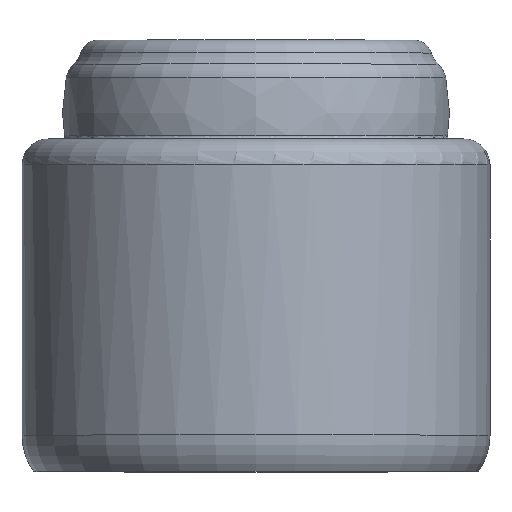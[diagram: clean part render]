
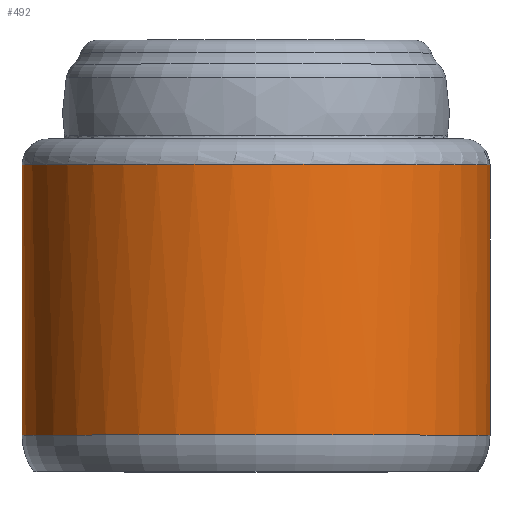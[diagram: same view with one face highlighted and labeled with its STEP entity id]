
A CAD part, top view. The second image highlights one B-rep face of the part: STEP entity #492.
In plain terms, the highlighted cylindrical face has radius 45 mm (diameter 90 mm), a full revolution.
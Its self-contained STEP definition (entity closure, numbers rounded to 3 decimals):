
#28=FACE_BOUND('',#119,.T.);
#50=CYLINDRICAL_SURFACE('',#534,45.);
#80=FACE_OUTER_BOUND('',#118,.T.);
#118=EDGE_LOOP('',(#366,#367,#368,#369,#370,#371,#372,#373,#374));
#119=EDGE_LOOP('',(#375));
#178=CIRCLE('',#533,45.);
#179=CIRCLE('',#535,45.);
#217=B_SPLINE_CURVE_WITH_KNOTS('',3,(#834,#835,#836,#837,#838,#839,#840,
#841,#842),.UNSPECIFIED.,.F.,.F.,(4,1,1,1,1,1,4),(1.473,1.488,
1.646,1.962,2.279,2.911,3.544),
 .UNSPECIFIED.);
#221=B_SPLINE_CURVE_WITH_KNOTS('',3,(#936,#937,#938,#939,#940,#941,#942,
#943),.UNSPECIFIED.,.F.,.F.,(4,1,1,1,1,4),(0.,0.949,1.581,
1.897,2.056,2.071),.UNSPECIFIED.);
#222=B_SPLINE_CURVE_WITH_KNOTS('',3,(#946,#947,#948,#949,#950,#951),
 .UNSPECIFIED.,.F.,.F.,(4,2,4),(0.014,0.066,0.234),
 .UNSPECIFIED.);
#223=B_SPLINE_CURVE_WITH_KNOTS('',3,(#953,#954,#955,#956,#957,#958),
 .UNSPECIFIED.,.F.,.F.,(4,2,4),(0.,0.128,0.69),
 .UNSPECIFIED.);
#224=B_SPLINE_CURVE_WITH_KNOTS('',3,(#960,#961,#962,#963,#964,#965,#966,
#967),.UNSPECIFIED.,.F.,.F.,(4,2,2,4),(0.,1.082,2.179,
2.184),.UNSPECIFIED.);
#225=B_SPLINE_CURVE_WITH_KNOTS('',3,(#969,#970,#971,#972,#973,#974,#975,
#976),.UNSPECIFIED.,.F.,.F.,(4,2,2,4),(-0.005,0.,1.097,
2.18),.UNSPECIFIED.);
#226=B_SPLINE_CURVE_WITH_KNOTS('',3,(#978,#979,#980,#981,#982,#983,#984,
#985),.UNSPECIFIED.,.F.,.F.,(4,2,2,4),(0.,0.723,1.009,
1.211),.UNSPECIFIED.);
#227=B_SPLINE_CURVE_WITH_KNOTS('',3,(#986,#987,#988,#989,#990,#991),
 .UNSPECIFIED.,.F.,.F.,(4,2,4),(0.,0.121,0.22),
 .UNSPECIFIED.);
#239=VERTEX_POINT('',#820);
#240=VERTEX_POINT('',#833);
#242=VERTEX_POINT('',#856);
#245=VERTEX_POINT('',#916);
#246=VERTEX_POINT('',#945);
#247=VERTEX_POINT('',#952);
#248=VERTEX_POINT('',#959);
#249=VERTEX_POINT('',#968);
#250=VERTEX_POINT('',#977);
#251=VERTEX_POINT('',#992);
#289=EDGE_CURVE('',#239,#240,#217,.T.);
#294=EDGE_CURVE('',#240,#242,#178,.T.);
#297=EDGE_CURVE('',#242,#245,#221,.T.);
#298=EDGE_CURVE('',#239,#246,#222,.T.);
#299=EDGE_CURVE('',#246,#247,#223,.T.);
#300=EDGE_CURVE('',#247,#248,#224,.T.);
#301=EDGE_CURVE('',#248,#249,#225,.T.);
#302=EDGE_CURVE('',#249,#250,#226,.T.);
#303=EDGE_CURVE('',#250,#245,#227,.T.);
#304=EDGE_CURVE('',#251,#251,#179,.T.);
#366=ORIENTED_EDGE('',*,*,#297,.F.);
#367=ORIENTED_EDGE('',*,*,#294,.F.);
#368=ORIENTED_EDGE('',*,*,#289,.F.);
#369=ORIENTED_EDGE('',*,*,#298,.T.);
#370=ORIENTED_EDGE('',*,*,#299,.T.);
#371=ORIENTED_EDGE('',*,*,#300,.T.);
#372=ORIENTED_EDGE('',*,*,#301,.T.);
#373=ORIENTED_EDGE('',*,*,#302,.T.);
#374=ORIENTED_EDGE('',*,*,#303,.T.);
#375=ORIENTED_EDGE('',*,*,#304,.F.);
#492=ADVANCED_FACE('',(#80,#28),#50,.T.);
#533=AXIS2_PLACEMENT_3D('',#860,#614,#615);
#534=AXIS2_PLACEMENT_3D('',#944,#616,#617);
#535=AXIS2_PLACEMENT_3D('',#993,#618,#619);
#614=DIRECTION('center_axis',(0.,1.,0.));
#615=DIRECTION('ref_axis',(0.,0.,1.));
#616=DIRECTION('center_axis',(0.,-1.,0.));
#617=DIRECTION('ref_axis',(1.,0.,0.));
#618=DIRECTION('center_axis',(0.,-1.,0.));
#619=DIRECTION('ref_axis',(1.,0.,0.));
#820=CARTESIAN_POINT('',(-29.396,63.887,-34.071));
#833=CARTESIAN_POINT('',(-41.967,59.,-16.24));
#834=CARTESIAN_POINT('Ctrl Pts',(-29.398,63.888,-34.07));
#835=CARTESIAN_POINT('Ctrl Pts',(-29.416,63.841,-34.054));
#836=CARTESIAN_POINT('Ctrl Pts',(-29.638,63.321,-33.862));
#837=CARTESIAN_POINT('Ctrl Pts',(-30.717,62.249,-32.914));
#838=CARTESIAN_POINT('Ctrl Pts',(-32.673,61.191,-31.003));
#839=CARTESIAN_POINT('Ctrl Pts',(-35.691,60.036,-27.576));
#840=CARTESIAN_POINT('Ctrl Pts',(-39.051,59.215,-22.736));
#841=CARTESIAN_POINT('Ctrl Pts',(-41.112,59.,-18.452));
#842=CARTESIAN_POINT('Ctrl Pts',(-41.967,59.,-16.24));
#856=CARTESIAN_POINT('',(41.967,59.,-16.24));
#860=CARTESIAN_POINT('Origin',(0.,59.,0.));
#916=CARTESIAN_POINT('',(29.396,63.887,-34.071));
#936=CARTESIAN_POINT('Ctrl Pts',(41.967,59.,-16.24));
#937=CARTESIAN_POINT('Ctrl Pts',(40.684,59.,-19.558));
#938=CARTESIAN_POINT('Ctrl Pts',(37.88,59.389,-24.83));
#939=CARTESIAN_POINT('Ctrl Pts',(33.46,60.786,-30.237));
#940=CARTESIAN_POINT('Ctrl Pts',(30.716,62.245,-32.914));
#941=CARTESIAN_POINT('Ctrl Pts',(29.638,63.32,-33.863));
#942=CARTESIAN_POINT('Ctrl Pts',(29.416,63.84,-34.054));
#943=CARTESIAN_POINT('Ctrl Pts',(29.398,63.888,-34.07));
#944=CARTESIAN_POINT('Origin',(0.,35.5,0.));
#945=CARTESIAN_POINT('',(-28.273,62.249,-35.009));
#946=CARTESIAN_POINT('Ctrl Pts',(-29.396,63.887,-34.071));
#947=CARTESIAN_POINT('Ctrl Pts',(-29.318,63.749,-34.139));
#948=CARTESIAN_POINT('Ctrl Pts',(-29.237,63.614,-34.209));
#949=CARTESIAN_POINT('Ctrl Pts',(-28.882,63.048,-34.51));
#950=CARTESIAN_POINT('Ctrl Pts',(-28.586,62.638,-34.756));
#951=CARTESIAN_POINT('Ctrl Pts',(-28.273,62.249,-35.009));
#952=CARTESIAN_POINT('',(-20.678,59.474,-39.968));
#953=CARTESIAN_POINT('Ctrl Pts',(-28.273,62.249,-35.009));
#954=CARTESIAN_POINT('Ctrl Pts',(-28.034,61.953,-35.202));
#955=CARTESIAN_POINT('Ctrl Pts',(-27.722,61.704,-35.449));
#956=CARTESIAN_POINT('Ctrl Pts',(-26.105,60.634,-36.692));
#957=CARTESIAN_POINT('Ctrl Pts',(-23.836,59.948,-38.334));
#958=CARTESIAN_POINT('Ctrl Pts',(-20.678,59.474,-39.968));
#959=CARTESIAN_POINT('',(0.,55.656,-45.));
#960=CARTESIAN_POINT('Ctrl Pts',(-20.678,59.474,-39.968));
#961=CARTESIAN_POINT('Ctrl Pts',(-17.502,58.997,-41.611));
#962=CARTESIAN_POINT('Ctrl Pts',(-14.154,58.409,-42.863));
#963=CARTESIAN_POINT('Ctrl Pts',(-7.212,57.101,-44.564));
#964=CARTESIAN_POINT('Ctrl Pts',(-3.633,56.384,-44.996));
#965=CARTESIAN_POINT('Ctrl Pts',(-0.031,55.662,-45.));
#966=CARTESIAN_POINT('Ctrl Pts',(-0.016,55.659,-45.));
#967=CARTESIAN_POINT('Ctrl Pts',(0.,55.656,-45.));
#968=CARTESIAN_POINT('',(20.678,59.474,-39.968));
#969=CARTESIAN_POINT('Ctrl Pts',(0.,55.656,-45.));
#970=CARTESIAN_POINT('Ctrl Pts',(0.016,55.659,-45.));
#971=CARTESIAN_POINT('Ctrl Pts',(0.031,55.662,-45.));
#972=CARTESIAN_POINT('Ctrl Pts',(3.633,56.384,-44.996));
#973=CARTESIAN_POINT('Ctrl Pts',(7.212,57.101,-44.564));
#974=CARTESIAN_POINT('Ctrl Pts',(14.154,58.409,-42.863));
#975=CARTESIAN_POINT('Ctrl Pts',(17.502,58.997,-41.611));
#976=CARTESIAN_POINT('Ctrl Pts',(20.678,59.474,-39.968));
#977=CARTESIAN_POINT('',(28.273,62.249,-35.009));
#978=CARTESIAN_POINT('Ctrl Pts',(20.678,59.474,-39.968));
#979=CARTESIAN_POINT('Ctrl Pts',(22.799,59.792,-38.87));
#980=CARTESIAN_POINT('Ctrl Pts',(24.517,60.204,-37.768));
#981=CARTESIAN_POINT('Ctrl Pts',(26.341,60.909,-36.49));
#982=CARTESIAN_POINT('Ctrl Pts',(26.872,61.154,-36.1));
#983=CARTESIAN_POINT('Ctrl Pts',(27.667,61.66,-35.492));
#984=CARTESIAN_POINT('Ctrl Pts',(28.014,61.928,-35.219));
#985=CARTESIAN_POINT('Ctrl Pts',(28.273,62.249,-35.009));
#986=CARTESIAN_POINT('Ctrl Pts',(28.273,62.249,-35.009));
#987=CARTESIAN_POINT('Ctrl Pts',(28.499,62.529,-34.827));
#988=CARTESIAN_POINT('Ctrl Pts',(28.715,62.82,-34.649));
#989=CARTESIAN_POINT('Ctrl Pts',(29.087,63.369,-34.337));
#990=CARTESIAN_POINT('Ctrl Pts',(29.246,63.624,-34.201));
#991=CARTESIAN_POINT('Ctrl Pts',(29.396,63.887,-34.071));
#992=CARTESIAN_POINT('',(45.,7.,0.));
#993=CARTESIAN_POINT('Origin',(0.,7.,0.));
